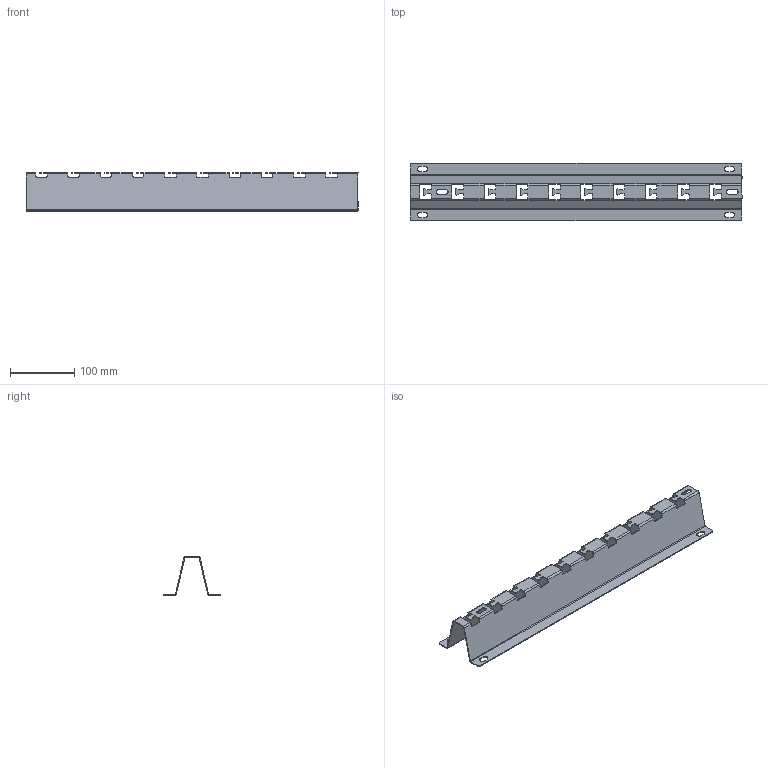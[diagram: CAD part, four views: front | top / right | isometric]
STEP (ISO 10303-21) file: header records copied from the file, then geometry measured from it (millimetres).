
FILE_DESCRIPTION (( 'STEP AP214' ), '1' );
FILE_NAME ('knn500 Êðîíøòåéí íàñòåííî-íàïîëüíûé 500 EKF.STEP', '2020-08-26T12:55:43', ( '' ), ( '' ), 'SwSTEP 2.0', 'SolidWorks 2019', '' );
FILE_SCHEMA (( 'AUTOMOTIVE_DESIGN' ));
Length unit declared in the file: millimetre
Products named in the file (1): knn500 Êðîíøòåéí íàñòåííî-íàïîëüíûé 500 EKF
Bounding box: 515 x 89.12 x 60.41 mm (x, y, z)
Volume: 130400.2 mm3; surface area: 178301.5 mm2
Topology: 1 solids, 1 shells, 368 faces, 966 edges, 580 vertices
Faces by surface type: plane 242, cylinder 126
Entity records: 11184 total; most frequent: DIRECTION 1956, ORIENTED_EDGE 1932, CARTESIAN_POINT 1915, EDGE_CURVE 966, VECTOR 714, LINE 714, AXIS2_PLACEMENT_3D 621, VERTEX_POINT 580
